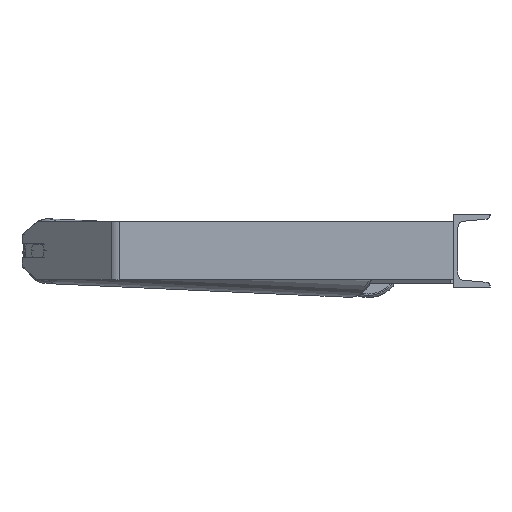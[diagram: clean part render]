
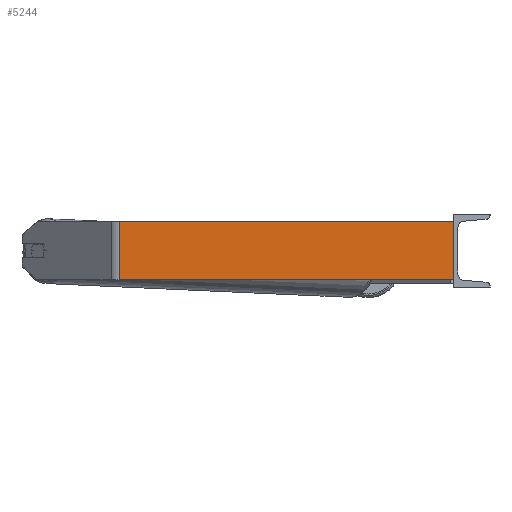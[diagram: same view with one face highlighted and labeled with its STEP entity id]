
A CAD part, left-side view. The second image highlights one B-rep face of the part: STEP entity #5244.
In plain terms, the highlighted planar face has unit normal (-1, 0, 0).
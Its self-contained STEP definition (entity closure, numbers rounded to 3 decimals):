
#72 = ORIENTED_EDGE ( 'NONE', *, *, #6981, .T. ) ;
#257 = DIRECTION ( 'NONE',  ( 0., 1., 0. ) ) ;
#610 = ORIENTED_EDGE ( 'NONE', *, *, #6545, .F. ) ;
#871 = ORIENTED_EDGE ( 'NONE', *, *, #3524, .T. ) ;
#1387 = VECTOR ( 'NONE', #6483, 1000. ) ;
#1710 = VERTEX_POINT ( 'NONE', #2473 ) ;
#2364 = DIRECTION ( 'NONE',  ( 0., -1., 0. ) ) ;
#2473 = CARTESIAN_POINT ( 'NONE',  ( -885., 458.57, 40. ) ) ;
#2900 = LINE ( 'NONE', #5652, #3879 ) ;
#2937 = VERTEX_POINT ( 'NONE', #5762 ) ;
#3524 = EDGE_CURVE ( 'NONE', #1710, #5709, #5076, .T. ) ;
#3718 = AXIS2_PLACEMENT_3D ( 'NONE', #3723, #6477, #257 ) ;
#3723 = CARTESIAN_POINT ( 'NONE',  ( -885., 465.197, 40. ) ) ;
#3817 = FACE_OUTER_BOUND ( 'NONE', #6321, .T. ) ;
#3879 = VECTOR ( 'NONE', #8445, 1000. ) ;
#3985 = VECTOR ( 'NONE', #4392, 1000. ) ;
#4348 = CARTESIAN_POINT ( 'NONE',  ( -885., 0., 40. ) ) ;
#4392 = DIRECTION ( 'NONE',  ( 0., 0., -1. ) ) ;
#4976 = EDGE_CURVE ( 'NONE', #1710, #6481, #5190, .T. ) ;
#5076 = LINE ( 'NONE', #6635, #3985 ) ;
#5077 = LINE ( 'NONE', #7165, #1387 ) ;
#5190 = LINE ( 'NONE', #8010, #6437 ) ;
#5244 = ADVANCED_FACE ( 'NONE', ( #3817 ), #6567, .F. ) ;
#5652 = CARTESIAN_POINT ( 'NONE',  ( -885., 465.197, -40. ) ) ;
#5709 = VERTEX_POINT ( 'NONE', #6955 ) ;
#5762 = CARTESIAN_POINT ( 'NONE',  ( -885., 0., -40. ) ) ;
#6321 = EDGE_LOOP ( 'NONE', ( #72, #610, #6919, #871 ) ) ;
#6437 = VECTOR ( 'NONE', #2364, 1000. ) ;
#6477 = DIRECTION ( 'NONE',  ( 1., 0., 0. ) ) ;
#6481 = VERTEX_POINT ( 'NONE', #4348 ) ;
#6483 = DIRECTION ( 'NONE',  ( 0., 0., -1. ) ) ;
#6545 = EDGE_CURVE ( 'NONE', #6481, #2937, #5077, .T. ) ;
#6567 = PLANE ( 'NONE',  #3718 ) ;
#6635 = CARTESIAN_POINT ( 'NONE',  ( -885., 458.57, 40. ) ) ;
#6919 = ORIENTED_EDGE ( 'NONE', *, *, #4976, .F. ) ;
#6955 = CARTESIAN_POINT ( 'NONE',  ( -885., 458.57, -40. ) ) ;
#6981 = EDGE_CURVE ( 'NONE', #5709, #2937, #2900, .T. ) ;
#7165 = CARTESIAN_POINT ( 'NONE',  ( -885., 0., 40. ) ) ;
#8010 = CARTESIAN_POINT ( 'NONE',  ( -885., 465.197, 40. ) ) ;
#8445 = DIRECTION ( 'NONE',  ( 0., -1., 0. ) ) ;
